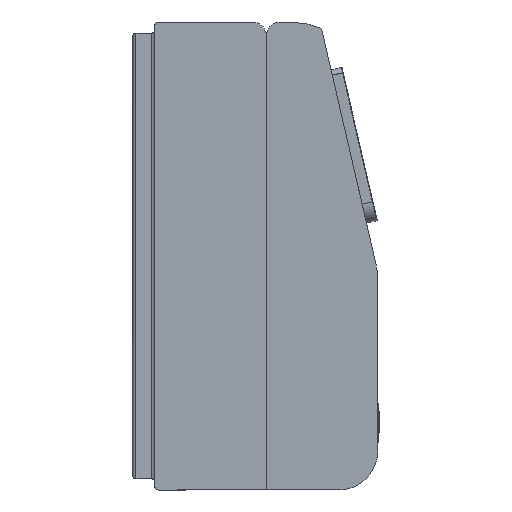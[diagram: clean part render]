
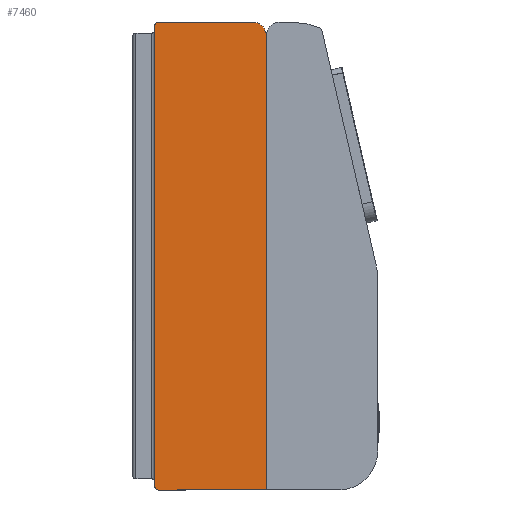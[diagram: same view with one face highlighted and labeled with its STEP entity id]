
A CAD part, left-side view. The second image highlights one B-rep face of the part: STEP entity #7460.
In plain terms, the highlighted planar face has unit normal (-1, 0, 0).
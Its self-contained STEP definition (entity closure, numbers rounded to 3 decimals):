
#449=CIRCLE('',#7888,12.5);
#450=CIRCLE('',#7891,3.);
#455=CIRCLE('',#7905,3.);
#772=FACE_OUTER_BOUND('',#1195,.T.);
#1195=EDGE_LOOP('',(#5337,#5338,#5339,#5340,#5341,#5342,#5343));
#1712=LINE('',#11134,#2499);
#1732=LINE('',#11199,#2519);
#1762=LINE('',#11282,#2549);
#1763=LINE('',#11283,#2550);
#2499=VECTOR('',#8719,10.);
#2519=VECTOR('',#8779,10.);
#2549=VECTOR('',#8877,1.);
#2550=VECTOR('',#8878,10.);
#3288=VERTEX_POINT('',#11126);
#3289=VERTEX_POINT('',#11128);
#3290=VERTEX_POINT('',#11132);
#3291=VERTEX_POINT('',#11136);
#3312=VERTEX_POINT('',#11187);
#3313=VERTEX_POINT('',#11189);
#3334=VERTEX_POINT('',#11281);
#4033=EDGE_CURVE('',#3289,#3288,#449,.T.);
#4036=EDGE_CURVE('',#3288,#3290,#1712,.T.);
#4038=EDGE_CURVE('',#3290,#3291,#450,.T.);
#4063=EDGE_CURVE('',#3313,#3312,#455,.T.);
#4068=EDGE_CURVE('',#3291,#3313,#1732,.T.);
#4108=EDGE_CURVE('',#3289,#3334,#1762,.T.);
#4109=EDGE_CURVE('',#3312,#3334,#1763,.T.);
#5337=ORIENTED_EDGE('',*,*,#4108,.F.);
#5338=ORIENTED_EDGE('',*,*,#4033,.T.);
#5339=ORIENTED_EDGE('',*,*,#4036,.T.);
#5340=ORIENTED_EDGE('',*,*,#4038,.T.);
#5341=ORIENTED_EDGE('',*,*,#4068,.T.);
#5342=ORIENTED_EDGE('',*,*,#4063,.T.);
#5343=ORIENTED_EDGE('',*,*,#4109,.T.);
#7162=PLANE('',#7943);
#7460=ADVANCED_FACE('',(#772),#7162,.F.);
#7888=AXIS2_PLACEMENT_3D('',#11129,#8713,#8714);
#7891=AXIS2_PLACEMENT_3D('',#11138,#8723,#8724);
#7905=AXIS2_PLACEMENT_3D('',#11190,#8767,#8768);
#7943=AXIS2_PLACEMENT_3D('',#11280,#8875,#8876);
#8713=DIRECTION('center_axis',(-1.,0.,0.));
#8714=DIRECTION('ref_axis',(0.,-1.,0.));
#8719=DIRECTION('',(0.,1.,0.));
#8723=DIRECTION('center_axis',(-1.,0.,0.));
#8724=DIRECTION('ref_axis',(0.,0.,1.));
#8767=DIRECTION('center_axis',(-1.,0.,0.));
#8768=DIRECTION('ref_axis',(0.,1.,0.));
#8779=DIRECTION('',(0.,0.,-1.));
#8875=DIRECTION('center_axis',(1.,0.,0.));
#8876=DIRECTION('ref_axis',(0.,0.,1.));
#8877=DIRECTION('',(0.,0.,-1.));
#8878=DIRECTION('',(0.,-1.,0.));
#11126=CARTESIAN_POINT('',(-147.5,-107.5,420.));
#11128=CARTESIAN_POINT('',(-147.5,-120.,407.5));
#11129=CARTESIAN_POINT('Origin',(-147.5,-107.5,407.5));
#11132=CARTESIAN_POINT('',(-147.5,-23.,420.));
#11134=CARTESIAN_POINT('',(-147.5,-107.5,420.));
#11136=CARTESIAN_POINT('',(-147.5,-20.,417.));
#11138=CARTESIAN_POINT('Origin',(-147.5,-23.,417.));
#11187=CARTESIAN_POINT('',(-147.5,-23.,0.));
#11189=CARTESIAN_POINT('',(-147.5,-20.,3.));
#11190=CARTESIAN_POINT('Origin',(-147.5,-23.,3.));
#11199=CARTESIAN_POINT('',(-147.5,-20.,417.));
#11280=CARTESIAN_POINT('Origin',(-147.5,-161.64,201.776));
#11281=CARTESIAN_POINT('',(-147.5,-120.,0.));
#11282=CARTESIAN_POINT('',(-147.5,-120.,205.888));
#11283=CARTESIAN_POINT('',(-147.5,-23.,0.));
